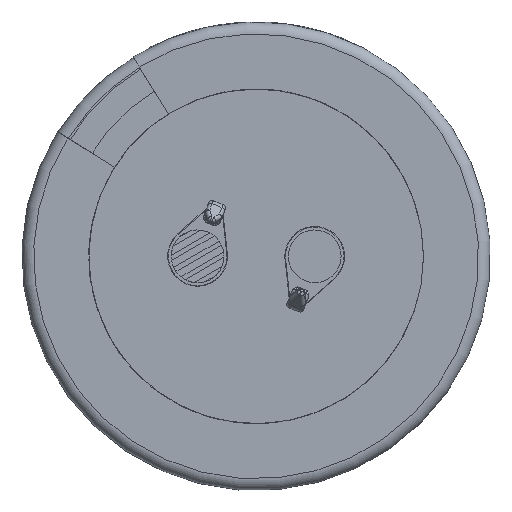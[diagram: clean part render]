
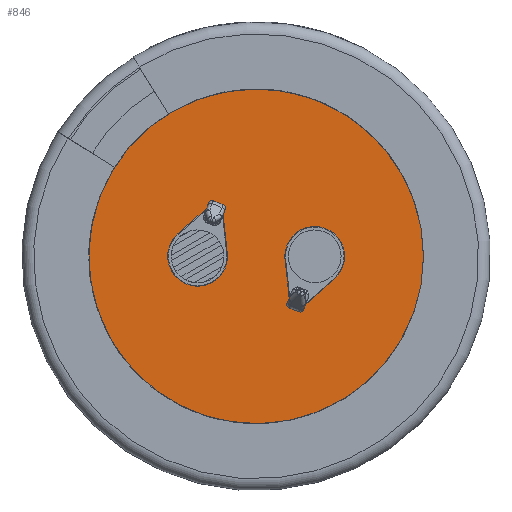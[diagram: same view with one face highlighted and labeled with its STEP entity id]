
A CAD part, front view. The second image highlights one B-rep face of the part: STEP entity #846.
In plain terms, the highlighted planar face has unit normal (0, -1, 0).
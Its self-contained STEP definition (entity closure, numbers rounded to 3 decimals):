
#846 = ADVANCED_FACE( '', ( #2197, #2198, #2199 ), #2200, .T. );
#2197 = FACE_OUTER_BOUND( '', #4656, .T. );
#2198 = FACE_BOUND( '', #4657, .T. );
#2199 = FACE_BOUND( '', #4658, .T. );
#2200 = PLANE( '', #4659 );
#4656 = EDGE_LOOP( '', ( #9044 ) );
#4657 = EDGE_LOOP( '', ( #9045, #9046, #9047, #9048 ) );
#4658 = EDGE_LOOP( '', ( #9049, #9050, #9051, #9052 ) );
#4659 = AXIS2_PLACEMENT_3D( '', #9053, #9054, #9055 );
#9044 = ORIENTED_EDGE( '', *, *, #13665, .T. );
#9045 = ORIENTED_EDGE( '', *, *, #13725, .F. );
#9046 = ORIENTED_EDGE( '', *, *, #13726, .F. );
#9047 = ORIENTED_EDGE( '', *, *, #13433, .F. );
#9048 = ORIENTED_EDGE( '', *, *, #13727, .F. );
#9049 = ORIENTED_EDGE( '', *, *, #13728, .T. );
#9050 = ORIENTED_EDGE( '', *, *, #13729, .T. );
#9051 = ORIENTED_EDGE( '', *, *, #13730, .T. );
#9052 = ORIENTED_EDGE( '', *, *, #13731, .T. );
#9053 = CARTESIAN_POINT( '', ( 0., 0., 0. ) );
#9054 = DIRECTION( '', ( 0., -1., 0. ) );
#9055 = DIRECTION( '', ( 0., 0., -1. ) );
#13433 = EDGE_CURVE( '', #15679, #15680, #15681, .T. );
#13665 = EDGE_CURVE( '', #16067, #16067, #16068, .T. );
#13725 = EDGE_CURVE( '', #16162, #16163, #16164, .T. );
#13726 = EDGE_CURVE( '', #15680, #16162, #16165, .T. );
#13727 = EDGE_CURVE( '', #16163, #15679, #16166, .T. );
#13728 = EDGE_CURVE( '', #16167, #16168, #16169, .T. );
#13729 = EDGE_CURVE( '', #16168, #16170, #16171, .T. );
#13730 = EDGE_CURVE( '', #16170, #16172, #16173, .T. );
#13731 = EDGE_CURVE( '', #16172, #16167, #16174, .T. );
#15679 = VERTEX_POINT( '', #19276 );
#15680 = VERTEX_POINT( '', #19277 );
#15681 = LINE( '', #19278, #19279 );
#16067 = VERTEX_POINT( '', #20079 );
#16068 = CIRCLE( '', #20080, 16.571 );
#16162 = VERTEX_POINT( '', #20284 );
#16163 = VERTEX_POINT( '', #20285 );
#16164 = LINE( '', #20286, #20287 );
#16165 = LINE( '', #20288, #20289 );
#16166 = CIRCLE( '', #20290, 2.55 );
#16167 = VERTEX_POINT( '', #20291 );
#16168 = VERTEX_POINT( '', #20292 );
#16169 = LINE( '', #20293, #20294 );
#16170 = VERTEX_POINT( '', #20295 );
#16171 = LINE( '', #20296, #20297 );
#16172 = VERTEX_POINT( '', #20298 );
#16173 = LINE( '', #20299, #20300 );
#16174 = CIRCLE( '', #20301, 2.55 );
#19276 = CARTESIAN_POINT( '', ( -2.465, 0., 0.274 ) );
#19277 = CARTESIAN_POINT( '', ( -2.814, 0., 3.497 ) );
#19278 = CARTESIAN_POINT( '', ( -2.465, 0., 0.274 ) );
#19279 = VECTOR( '', #25362, 1000. );
#20079 = CARTESIAN_POINT( '', ( 0., 0., -16.571 ) );
#20080 = AXIS2_PLACEMENT_3D( '', #25463, #25464, #25465 );
#20284 = CARTESIAN_POINT( '', ( -4.27, 0., 4.059 ) );
#20285 = CARTESIAN_POINT( '', ( -6.694, 0., 1.906 ) );
#20286 = CARTESIAN_POINT( '', ( -4.27, 0., 4.059 ) );
#20287 = VECTOR( '', #25484, 1000. );
#20288 = CARTESIAN_POINT( '', ( -2.814, 0., 3.497 ) );
#20289 = VECTOR( '', #25485, 1000. );
#20290 = AXIS2_PLACEMENT_3D( '', #25486, #25487, #25488 );
#20291 = CARTESIAN_POINT( '', ( 6.694, 0., -1.906 ) );
#20292 = CARTESIAN_POINT( '', ( 4.27, 0., -4.059 ) );
#20293 = CARTESIAN_POINT( '', ( 6.694, 0., -1.906 ) );
#20294 = VECTOR( '', #25489, 1000. );
#20295 = CARTESIAN_POINT( '', ( 2.814, 0., -3.497 ) );
#20296 = CARTESIAN_POINT( '', ( 4.27, 0., -4.059 ) );
#20297 = VECTOR( '', #25490, 1000. );
#20298 = CARTESIAN_POINT( '', ( 2.465, 0., -0.274 ) );
#20299 = CARTESIAN_POINT( '', ( 2.814, 0., -3.497 ) );
#20300 = VECTOR( '', #25491, 1000. );
#20301 = AXIS2_PLACEMENT_3D( '', #25492, #25493, #25494 );
#25362 = DIRECTION( '', ( -0.108, 0., 0.994 ) );
#25463 = CARTESIAN_POINT( '', ( 0., 0., 0. ) );
#25464 = DIRECTION( '', ( 0., -1., 0. ) );
#25465 = DIRECTION( '', ( 0., 0., -1. ) );
#25484 = DIRECTION( '', ( -0.748, 0., -0.664 ) );
#25485 = DIRECTION( '', ( -0.933, 0., 0.36 ) );
#25486 = CARTESIAN_POINT( '', ( -5., 0., 0. ) );
#25487 = DIRECTION( '', ( 0., -1., 0. ) );
#25488 = DIRECTION( '', ( 0., 0., 1. ) );
#25489 = DIRECTION( '', ( -0.748, 0., -0.664 ) );
#25490 = DIRECTION( '', ( -0.933, 0., 0.36 ) );
#25491 = DIRECTION( '', ( -0.108, 0., 0.994 ) );
#25492 = CARTESIAN_POINT( '', ( 5., 0., 0. ) );
#25493 = DIRECTION( '', ( 0., 1., 0. ) );
#25494 = DIRECTION( '', ( 0., 0., -1. ) );
